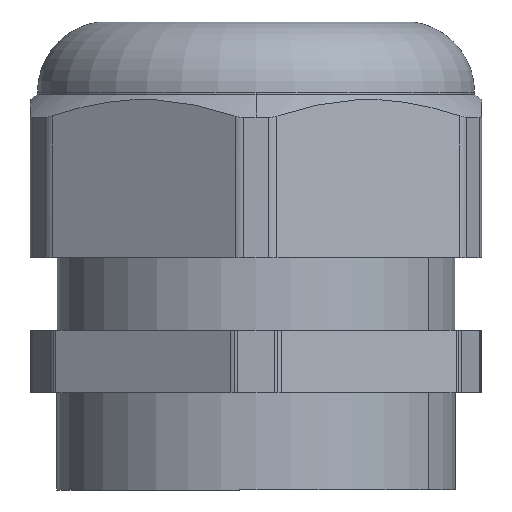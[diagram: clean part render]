
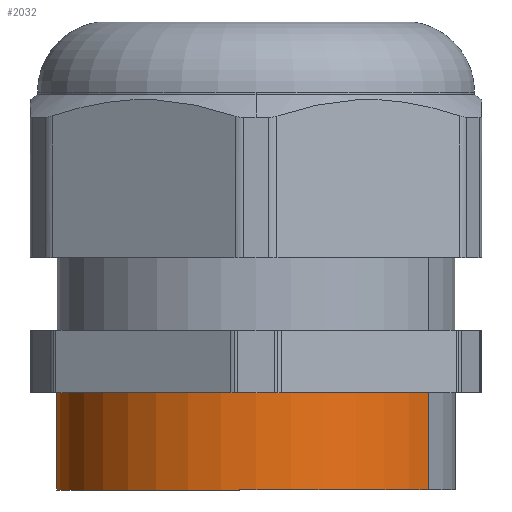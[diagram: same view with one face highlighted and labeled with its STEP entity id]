
A CAD part, front view. The second image highlights one B-rep face of the part: STEP entity #2032.
In plain terms, the highlighted cylindrical face has radius 28.715 mm (diameter 57.43 mm), a partial arc.
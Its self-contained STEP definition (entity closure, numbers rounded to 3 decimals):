
#1968=AXIS2_PLACEMENT_3D('Circle Axis2P3D',#1966,#1967,$) ;
#1992=AXIS2_PLACEMENT_3D('Cylinder Axis2P3D',#1989,#1990,#1991) ;
#2023=AXIS2_PLACEMENT_3D('Circle Axis2P3D',#2021,#2022,$) ;
#1963=CARTESIAN_POINT('Vertex',(57.368,21.783,0.)) ;
#1966=CARTESIAN_POINT('Axis2P3D Location',(32.5,36.141,0.)) ;
#1970=CARTESIAN_POINT('Vertex',(7.632,50.498,0.)) ;
#1989=CARTESIAN_POINT('Axis2P3D Location',(32.5,36.141,7.)) ;
#1994=CARTESIAN_POINT('Line Origine',(7.632,50.498,7.)) ;
#1998=CARTESIAN_POINT('Vertex',(7.632,50.498,14.)) ;
#2005=CARTESIAN_POINT('Vertex',(57.368,21.783,14.)) ;
#2008=CARTESIAN_POINT('Line Origine',(57.368,21.783,7.)) ;
#2021=CARTESIAN_POINT('Axis2P3D Location',(32.5,36.141,14.)) ;
#1967=DIRECTION('Axis2P3D Direction',(0.,0.,-1.)) ;
#1990=DIRECTION('Axis2P3D Direction',(0.,0.,-1.)) ;
#1991=DIRECTION('Axis2P3D XDirection',(-0.866,0.5,0.)) ;
#1995=DIRECTION('Vector Direction',(0.,0.,-1.)) ;
#2009=DIRECTION('Vector Direction',(0.,0.,-1.)) ;
#2022=DIRECTION('Axis2P3D Direction',(0.,0.,-1.)) ;
#1996=VECTOR('Line Direction',#1995,1.) ;
#2010=VECTOR('Line Direction',#2009,1.) ;
#2027=ORIENTED_EDGE('',*,*,#1972,.F.) ;
#2028=ORIENTED_EDGE('',*,*,#2012,.T.) ;
#2029=ORIENTED_EDGE('',*,*,#2025,.T.) ;
#2030=ORIENTED_EDGE('',*,*,#2000,.F.) ;
#2032=ADVANCED_FACE('VG_48_UT\\Hauptk\X2\00F6\X0\rper',(#2031),#1993,.T.) ;
#1969=CIRCLE('generated circle',#1968,28.715) ;
#2024=CIRCLE('generated circle',#2023,28.715) ;
#1993=CYLINDRICAL_SURFACE('generated cylinder',#1992,28.715) ;
#1972=EDGE_CURVE('',#1964,#1971,#1969,.T.) ;
#2000=EDGE_CURVE('',#1971,#1999,#1997,.F.) ;
#2012=EDGE_CURVE('',#1964,#2006,#2011,.F.) ;
#2025=EDGE_CURVE('',#2006,#1999,#2024,.T.) ;
#2026=EDGE_LOOP('',(#2027,#2028,#2029,#2030)) ;
#2031=FACE_OUTER_BOUND('',#2026,.T.) ;
#1997=LINE('Line',#1994,#1996) ;
#2011=LINE('Line',#2008,#2010) ;
#1964=VERTEX_POINT('',#1963) ;
#1971=VERTEX_POINT('',#1970) ;
#1999=VERTEX_POINT('',#1998) ;
#2006=VERTEX_POINT('',#2005) ;
